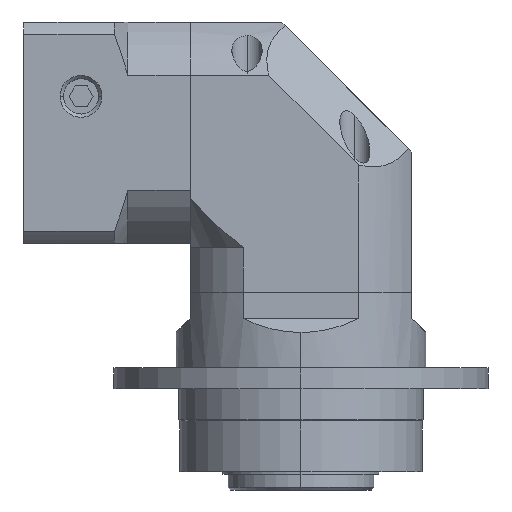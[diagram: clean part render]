
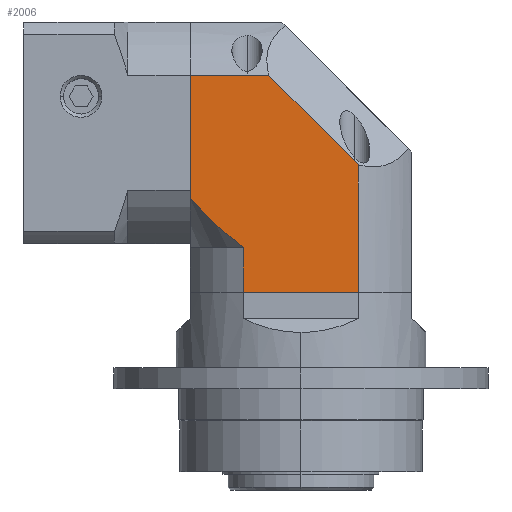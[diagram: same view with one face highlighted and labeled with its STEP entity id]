
A CAD part, left-side view. The second image highlights one B-rep face of the part: STEP entity #2006.
In plain terms, the highlighted planar face has unit normal (-1, 0, 0).
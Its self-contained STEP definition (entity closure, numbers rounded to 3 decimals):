
#169 = CARTESIAN_POINT ( 'NONE',  ( -6.074, 16.836, 105.375 ) ) ;
#183 = CARTESIAN_POINT ( 'NONE',  ( -6.074, -22.256, 132.759 ) ) ;
#218 = CARTESIAN_POINT ( 'NONE',  ( -6.074, 15.559, 104.146 ) ) ;
#347 = DIRECTION ( 'NONE',  ( 0., 1., 0. ) ) ;
#426 = CARTESIAN_POINT ( 'NONE',  ( -6.074, 20.344, 143. ) ) ;
#450 = EDGE_CURVE ( 'NONE', #8312, #8886, #3313, .T. ) ;
#929 = ORIENTED_EDGE ( 'NONE', *, *, #5585, .F. ) ;
#1229 = DIRECTION ( 'NONE',  ( 1., 0., 0. ) ) ;
#1258 = VECTOR ( 'NONE', #5808, 1000. ) ;
#1342 = LINE ( 'NONE', #426, #4225 ) ;
#1539 = CARTESIAN_POINT ( 'NONE',  ( -6.074, -12.015, 115.513 ) ) ;
#1719 = EDGE_CURVE ( 'NONE', #8886, #9996, #1342, .T. ) ;
#1858 = VERTEX_POINT ( 'NONE', #3040 ) ;
#2006 = ADVANCED_FACE ( 'NONE', ( #5886 ), #6740, .F. ) ;
#2026 = DIRECTION ( 'NONE',  ( 0., -1., 0. ) ) ;
#2052 = CARTESIAN_POINT ( 'NONE',  ( -6.074, 5.232, 132.759 ) ) ;
#2535 = CARTESIAN_POINT ( 'NONE',  ( -6.074, -12.015, 91. ) ) ;
#2584 = DIRECTION ( 'NONE',  ( 0., 0., 1. ) ) ;
#2682 = CARTESIAN_POINT ( 'NONE',  ( -6.074, -29.392, 98.136 ) ) ;
#2684 = CARTESIAN_POINT ( 'NONE',  ( -6.074, 15.812, 104.386 ) ) ;
#3040 = CARTESIAN_POINT ( 'NONE',  ( -6.074, 10.104, 99.6 ) ) ;
#3313 = LINE ( 'NONE', #183, #8925 ) ;
#3370 = DIRECTION ( 'NONE',  ( 0., 1., 0. ) ) ;
#3556 = CARTESIAN_POINT ( 'NONE',  ( -6.074, 10.104, 99.6 ) ) ;
#3725 = CARTESIAN_POINT ( 'NONE',  ( -6.074, -12.015, 99.6 ) ) ;
#4044 = VERTEX_POINT ( 'NONE', #2535 ) ;
#4163 = EDGE_CURVE ( 'NONE', #9996, #1858, #9825, .T. ) ;
#4225 = VECTOR ( 'NONE', #6769, 1000. ) ;
#4309 = VERTEX_POINT ( 'NONE', #1539 ) ;
#4414 = CARTESIAN_POINT ( 'NONE',  ( -6.074, 15.488, 104.079 ) ) ;
#4454 = VERTEX_POINT ( 'NONE', #7227 ) ;
#4633 = ORIENTED_EDGE ( 'NONE', *, *, #7799, .T. ) ;
#4637 = CARTESIAN_POINT ( 'NONE',  ( -6.074, 20.344, 109.028 ) ) ;
#4820 = ORIENTED_EDGE ( 'NONE', *, *, #9784, .F. ) ;
#5048 = AXIS2_PLACEMENT_3D ( 'NONE', #9028, #1229, #347 ) ;
#5061 = LINE ( 'NONE', #3725, #5303 ) ;
#5284 = EDGE_LOOP ( 'NONE', ( #4820, #4633, #8995, #7812, #6027, #929, #6152 ) ) ;
#5303 = VECTOR ( 'NONE', #6734, 1000. ) ;
#5585 = EDGE_CURVE ( 'NONE', #4454, #1858, #9762, .T. ) ;
#5808 = DIRECTION ( 'NONE',  ( 0., 0.707, 0.707 ) ) ;
#5810 = CARTESIAN_POINT ( 'NONE',  ( -6.074, 15.517, 104.107 ) ) ;
#5886 = FACE_OUTER_BOUND ( 'NONE', #5284, .T. ) ;
#5913 = LINE ( 'NONE', #9058, #6300 ) ;
#6027 = ORIENTED_EDGE ( 'NONE', *, *, #4163, .T. ) ;
#6101 = CARTESIAN_POINT ( 'NONE',  ( -6.074, 13.583, 102.288 ) ) ;
#6152 = ORIENTED_EDGE ( 'NONE', *, *, #6439, .T. ) ;
#6278 = VECTOR ( 'NONE', #2584, 1000. ) ;
#6300 = VECTOR ( 'NONE', #2026, 1000. ) ;
#6414 = CARTESIAN_POINT ( 'NONE',  ( -6.074, 16.151, 104.709 ) ) ;
#6439 = EDGE_CURVE ( 'NONE', #4454, #4044, #5913, .T. ) ;
#6567 = CARTESIAN_POINT ( 'NONE',  ( -6.074, 20.344, 109.028 ) ) ;
#6734 = DIRECTION ( 'NONE',  ( 0., 0., -1. ) ) ;
#6740 = PLANE ( 'NONE',  #5048 ) ;
#6769 = DIRECTION ( 'NONE',  ( 0., 0., -1. ) ) ;
#7191 = CARTESIAN_POINT ( 'NONE',  ( -6.074, 18.236, 106.775 ) ) ;
#7227 = CARTESIAN_POINT ( 'NONE',  ( -6.074, 10.104, 91. ) ) ;
#7799 = EDGE_CURVE ( 'NONE', #4309, #8312, #9712, .T. ) ;
#7812 = ORIENTED_EDGE ( 'NONE', *, *, #1719, .T. ) ;
#8026 = CARTESIAN_POINT ( 'NONE',  ( -6.074, 15.643, 104.226 ) ) ;
#8312 = VERTEX_POINT ( 'NONE', #2052 ) ;
#8329 = CARTESIAN_POINT ( 'NONE',  ( -6.074, 15.483, 104.074 ) ) ;
#8758 = CARTESIAN_POINT ( 'NONE',  ( -6.074, 20.344, 132.759 ) ) ;
#8847 = CARTESIAN_POINT ( 'NONE',  ( -6.074, 10.104, 99.6 ) ) ;
#8886 = VERTEX_POINT ( 'NONE', #8758 ) ;
#8925 = VECTOR ( 'NONE', #3370, 1000. ) ;
#8995 = ORIENTED_EDGE ( 'NONE', *, *, #450, .T. ) ;
#9028 = CARTESIAN_POINT ( 'NONE',  ( -6.074, -22.256, 143. ) ) ;
#9058 = CARTESIAN_POINT ( 'NONE',  ( -6.074, -22.256, 91. ) ) ;
#9712 = LINE ( 'NONE', #2682, #1258 ) ;
#9713 = CARTESIAN_POINT ( 'NONE',  ( -6.074, 19.487, 108.095 ) ) ;
#9762 = LINE ( 'NONE', #8847, #6278 ) ;
#9784 = EDGE_CURVE ( 'NONE', #4309, #4044, #5061, .T. ) ;
#9825 = B_SPLINE_CURVE_WITH_KNOTS ( 'NONE', 3,
 ( #6567, #9713, #7191, #169, #6414, #2684, #8026, #218, #5810, #9926, #4414, #8329, #6101, #9865, #3556 ),
 .UNSPECIFIED., .F., .F.,
 ( 4, 1, 1, 1, 1, 1, 1, 1, 2, 2, 4 ),
 ( 0., 0.25, 0.375, 0.437, 0.469, 0.484, 0.492, 0.496, 0.498, 0.5, 1. ),
 .UNSPECIFIED. ) ;
#9865 = CARTESIAN_POINT ( 'NONE',  ( -6.074, 11.792, 100.798 ) ) ;
#9926 = CARTESIAN_POINT ( 'NONE',  ( -6.074, 15.499, 104.09 ) ) ;
#9996 = VERTEX_POINT ( 'NONE', #4637 ) ;
